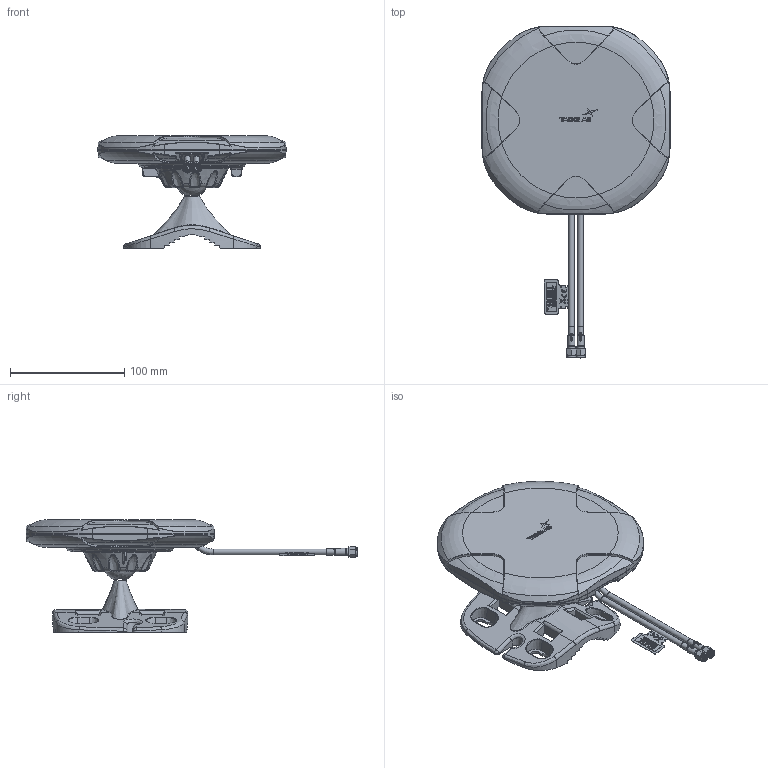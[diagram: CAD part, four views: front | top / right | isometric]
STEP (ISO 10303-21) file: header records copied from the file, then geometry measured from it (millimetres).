
FILE_DESCRIPTION (( 'STEP AP214' ), '1' );
FILE_NAME ('TGX.45.A.BI.01_Web.STEP', '2023-06-27T00:13:10', ( '' ), ( '' ), 'SwSTEP 2.0', 'SolidWorks 2018', '' );
FILE_SCHEMA (( 'AUTOMOTIVE_DESIGN' ));
Length unit declared in the file: millimetre
Products named in the file (1): TGX.45.A.BI.01_Web
Bounding box: 164.91 x 290.83 x 98.66 mm (x, y, z)
Surface area: 123722.9 mm2 (no closed solid volume)
Topology: 0 solids, 66 shells, 1153 faces, 5288 edges, 4061 vertices
Faces by surface type: plane 484, bspline 342, cone 126, cylinder 100, torus 91, sphere 10
Full cylindrical faces by diameter (mm): 0.92 x2, 5 x4, 5.2 x2, 6.2 x2, 6.35 x2, 6.4 x2, 7.8 x2
Entity records: 105506 total; most frequent: CARTESIAN_POINT 56055, ORIENTED_EDGE 7804, DIRECTION 5755, EDGE_CURVE 5219, VERTEX_POINT 4042, VECTOR 2551, LINE 2551, B_SPLINE_CURVE_WITH_KNOTS 1644
